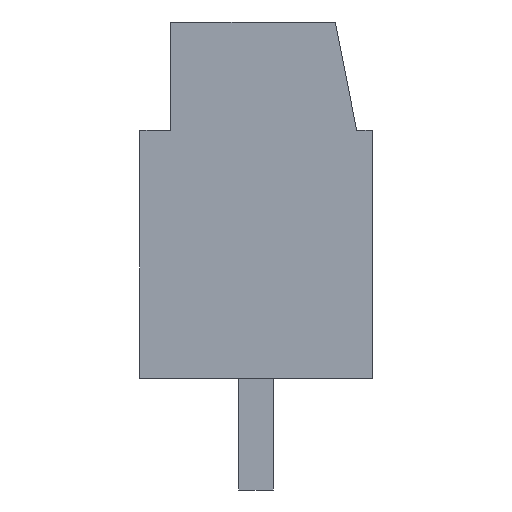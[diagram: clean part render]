
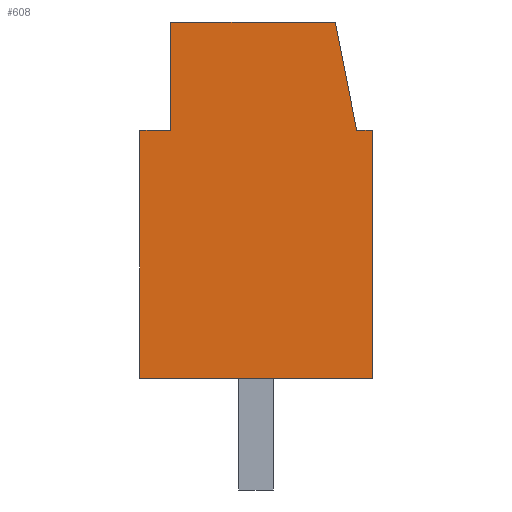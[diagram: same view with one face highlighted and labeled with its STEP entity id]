
A CAD part, left-side view. The second image highlights one B-rep face of the part: STEP entity #608.
In plain terms, the highlighted planar face has unit normal (-1, 0, 0).
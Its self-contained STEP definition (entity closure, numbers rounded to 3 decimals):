
#45=PLANE('',#660);
#94=FACE_OUTER_BOUND('',#134,.T.);
#134=EDGE_LOOP('',(#547,#548,#549,#550,#551,#552,#553,#554));
#143=LINE('',#837,#217);
#147=LINE('',#845,#221);
#150=LINE('',#851,#224);
#153=LINE('',#857,#227);
#192=LINE('',#939,#266);
#200=LINE('',#955,#274);
#205=LINE('',#963,#279);
#206=LINE('',#965,#280);
#217=VECTOR('',#689,10.);
#221=VECTOR('',#695,10.);
#224=VECTOR('',#700,10.);
#227=VECTOR('',#705,10.);
#266=VECTOR('',#776,10.);
#274=VECTOR('',#786,10.);
#279=VECTOR('',#795,10.);
#280=VECTOR('',#798,10.);
#297=VERTEX_POINT('',#835);
#298=VERTEX_POINT('',#836);
#301=VERTEX_POINT('',#844);
#303=VERTEX_POINT('',#850);
#305=VERTEX_POINT('',#856);
#331=VERTEX_POINT('',#937);
#332=VERTEX_POINT('',#938);
#339=VERTEX_POINT('',#954);
#351=EDGE_CURVE('',#297,#298,#143,.T.);
#355=EDGE_CURVE('',#298,#301,#147,.T.);
#358=EDGE_CURVE('',#301,#303,#150,.T.);
#361=EDGE_CURVE('',#303,#305,#153,.T.);
#400=EDGE_CURVE('',#331,#332,#192,.T.);
#408=EDGE_CURVE('',#331,#339,#200,.T.);
#413=EDGE_CURVE('',#332,#305,#205,.T.);
#414=EDGE_CURVE('',#339,#297,#206,.T.);
#547=ORIENTED_EDGE('',*,*,#400,.T.);
#548=ORIENTED_EDGE('',*,*,#413,.T.);
#549=ORIENTED_EDGE('',*,*,#361,.F.);
#550=ORIENTED_EDGE('',*,*,#358,.F.);
#551=ORIENTED_EDGE('',*,*,#355,.F.);
#552=ORIENTED_EDGE('',*,*,#351,.F.);
#553=ORIENTED_EDGE('',*,*,#414,.F.);
#554=ORIENTED_EDGE('',*,*,#408,.F.);
#608=ADVANCED_FACE('',(#94),#45,.T.);
#660=AXIS2_PLACEMENT_3D('',#964,#796,#797);
#689=DIRECTION('',(0.,0.,1.));
#695=DIRECTION('',(0.,-1.,0.));
#700=DIRECTION('',(0.,-0.193,-0.981));
#705=DIRECTION('',(0.,-1.,0.));
#776=DIRECTION('',(0.,-1.,0.));
#786=DIRECTION('',(0.,0.,1.));
#795=DIRECTION('',(0.,0.,1.));
#796=DIRECTION('center_axis',(-1.,0.,0.));
#797=DIRECTION('ref_axis',(0.,-1.,0.));
#798=DIRECTION('',(0.,-1.,0.));
#835=CARTESIAN_POINT('',(0.,6.5,8.));
#836=CARTESIAN_POINT('',(0.,6.5,11.5));
#837=CARTESIAN_POINT('',(0.,6.5,10.625));
#844=CARTESIAN_POINT('',(0.,1.188,11.5));
#845=CARTESIAN_POINT('',(0.,2.344,11.5));
#850=CARTESIAN_POINT('',(0.,0.5,8.));
#851=CARTESIAN_POINT('',(0.,0.721,9.126));
#856=CARTESIAN_POINT('',(0.,0.,8.));
#857=CARTESIAN_POINT('',(0.,7.5,8.));
#937=CARTESIAN_POINT('',(0.,7.5,0.));
#938=CARTESIAN_POINT('',(0.,0.,0.));
#939=CARTESIAN_POINT('',(0.,7.5,0.));
#954=CARTESIAN_POINT('',(0.,7.5,8.));
#955=CARTESIAN_POINT('',(0.,7.5,0.));
#963=CARTESIAN_POINT('',(0.,0.,0.));
#964=CARTESIAN_POINT('Origin',(0.,7.5,0.));
#965=CARTESIAN_POINT('',(0.,7.5,8.));
